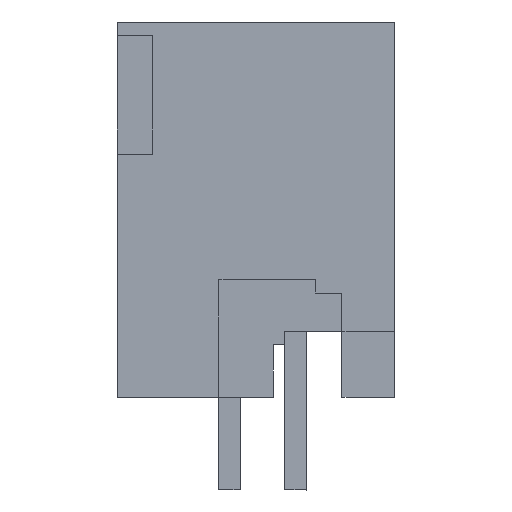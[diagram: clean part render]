
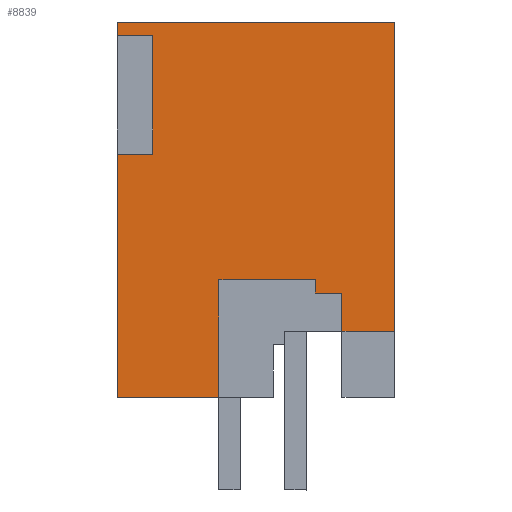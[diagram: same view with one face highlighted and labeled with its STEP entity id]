
A CAD part, left-side view. The second image highlights one B-rep face of the part: STEP entity #8839.
In plain terms, the highlighted planar face has unit normal (-1, 0, 0).
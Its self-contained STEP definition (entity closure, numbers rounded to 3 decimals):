
#8767=AXIS2_PLACEMENT_3D('Plane Axis2P3D',#8764,#8765,#8766) ;
#1678=CARTESIAN_POINT('Vertex',(0.,6.65,3.5)) ;
#1681=CARTESIAN_POINT('Line Origine',(0.,8.575,3.5)) ;
#1685=CARTESIAN_POINT('Vertex',(0.,10.5,3.5)) ;
#3260=CARTESIAN_POINT('Vertex',(0.,2.,6.)) ;
#3263=CARTESIAN_POINT('Line Origine',(0.,2.,6.725)) ;
#3267=CARTESIAN_POINT('Vertex',(0.,2.,7.45)) ;
#3299=CARTESIAN_POINT('Line Origine',(0.,2.5,7.45)) ;
#3303=CARTESIAN_POINT('Vertex',(0.,3.,7.45)) ;
#3321=CARTESIAN_POINT('Line Origine',(0.,3.,7.7)) ;
#3325=CARTESIAN_POINT('Vertex',(0.,3.,7.95)) ;
#3350=CARTESIAN_POINT('Line Origine',(0.,4.825,7.95)) ;
#3354=CARTESIAN_POINT('Vertex',(0.,6.65,7.95)) ;
#3379=CARTESIAN_POINT('Line Origine',(0.,6.65,5.725)) ;
#8764=CARTESIAN_POINT('Axis2P3D Location',(0.,10.5,0.)) ;
#8769=CARTESIAN_POINT('Line Origine',(0.,10.5,8.1)) ;
#8773=CARTESIAN_POINT('Vertex',(0.,10.5,12.7)) ;
#8776=CARTESIAN_POINT('Line Origine',(0.,1.,6.)) ;
#8780=CARTESIAN_POINT('Vertex',(0.,0.,6.)) ;
#8783=CARTESIAN_POINT('Line Origine',(0.,0.,11.85)) ;
#8787=CARTESIAN_POINT('Vertex',(0.,0.,17.7)) ;
#8790=CARTESIAN_POINT('Line Origine',(0.,5.25,17.7)) ;
#8794=CARTESIAN_POINT('Vertex',(0.,10.5,17.7)) ;
#8797=CARTESIAN_POINT('Line Origine',(0.,10.5,17.45)) ;
#8801=CARTESIAN_POINT('Vertex',(0.,10.5,17.2)) ;
#8804=CARTESIAN_POINT('Line Origine',(0.,9.825,17.2)) ;
#8808=CARTESIAN_POINT('Vertex',(0.,9.15,17.2)) ;
#8811=CARTESIAN_POINT('Line Origine',(0.,9.15,14.95)) ;
#8815=CARTESIAN_POINT('Vertex',(0.,9.15,12.7)) ;
#8818=CARTESIAN_POINT('Line Origine',(0.,9.825,12.7)) ;
#1682=DIRECTION('Vector Direction',(0.,1.,0.)) ;
#3264=DIRECTION('Vector Direction',(0.,0.,-1.)) ;
#3300=DIRECTION('Vector Direction',(0.,1.,0.)) ;
#3322=DIRECTION('Vector Direction',(0.,0.,1.)) ;
#3351=DIRECTION('Vector Direction',(0.,1.,0.)) ;
#3380=DIRECTION('Vector Direction',(0.,0.,1.)) ;
#8765=DIRECTION('Axis2P3D Direction',(-1.,0.,0.)) ;
#8766=DIRECTION('Axis2P3D XDirection',(0.,0.,1.)) ;
#8770=DIRECTION('Vector Direction',(0.,0.,1.)) ;
#8777=DIRECTION('Vector Direction',(0.,1.,0.)) ;
#8784=DIRECTION('Vector Direction',(0.,0.,1.)) ;
#8791=DIRECTION('Vector Direction',(0.,1.,0.)) ;
#8798=DIRECTION('Vector Direction',(0.,0.,1.)) ;
#8805=DIRECTION('Vector Direction',(0.,-1.,0.)) ;
#8812=DIRECTION('Vector Direction',(0.,0.,-1.)) ;
#8819=DIRECTION('Vector Direction',(0.,-1.,0.)) ;
#1683=VECTOR('Line Direction',#1682,1.) ;
#3265=VECTOR('Line Direction',#3264,1.) ;
#3301=VECTOR('Line Direction',#3300,1.) ;
#3323=VECTOR('Line Direction',#3322,1.) ;
#3352=VECTOR('Line Direction',#3351,1.) ;
#3381=VECTOR('Line Direction',#3380,1.) ;
#8771=VECTOR('Line Direction',#8770,1.) ;
#8778=VECTOR('Line Direction',#8777,1.) ;
#8785=VECTOR('Line Direction',#8784,1.) ;
#8792=VECTOR('Line Direction',#8791,1.) ;
#8799=VECTOR('Line Direction',#8798,1.) ;
#8806=VECTOR('Line Direction',#8805,1.) ;
#8813=VECTOR('Line Direction',#8812,1.) ;
#8820=VECTOR('Line Direction',#8819,1.) ;
#8824=ORIENTED_EDGE('',*,*,#8775,.T.) ;
#8825=ORIENTED_EDGE('',*,*,#1687,.T.) ;
#8826=ORIENTED_EDGE('',*,*,#3383,.T.) ;
#8827=ORIENTED_EDGE('',*,*,#3356,.T.) ;
#8828=ORIENTED_EDGE('',*,*,#3327,.T.) ;
#8829=ORIENTED_EDGE('',*,*,#3305,.T.) ;
#8830=ORIENTED_EDGE('',*,*,#3269,.T.) ;
#8831=ORIENTED_EDGE('',*,*,#8782,.T.) ;
#8832=ORIENTED_EDGE('',*,*,#8789,.T.) ;
#8833=ORIENTED_EDGE('',*,*,#8796,.T.) ;
#8834=ORIENTED_EDGE('',*,*,#8803,.T.) ;
#8835=ORIENTED_EDGE('',*,*,#8810,.F.) ;
#8836=ORIENTED_EDGE('',*,*,#8817,.F.) ;
#8837=ORIENTED_EDGE('',*,*,#8822,.F.) ;
#8839=ADVANCED_FACE('HOUSING',(#8838),#8768,.T.) ;
#1687=EDGE_CURVE('',#1686,#1679,#1684,.F.) ;
#3269=EDGE_CURVE('',#3268,#3261,#3266,.T.) ;
#3305=EDGE_CURVE('',#3304,#3268,#3302,.F.) ;
#3327=EDGE_CURVE('',#3326,#3304,#3324,.F.) ;
#3356=EDGE_CURVE('',#3355,#3326,#3353,.F.) ;
#3383=EDGE_CURVE('',#1679,#3355,#3382,.T.) ;
#8775=EDGE_CURVE('',#8774,#1686,#8772,.F.) ;
#8782=EDGE_CURVE('',#3261,#8781,#8779,.F.) ;
#8789=EDGE_CURVE('',#8781,#8788,#8786,.T.) ;
#8796=EDGE_CURVE('',#8788,#8795,#8793,.T.) ;
#8803=EDGE_CURVE('',#8795,#8802,#8800,.F.) ;
#8810=EDGE_CURVE('',#8809,#8802,#8807,.F.) ;
#8817=EDGE_CURVE('',#8816,#8809,#8814,.F.) ;
#8822=EDGE_CURVE('',#8774,#8816,#8821,.T.) ;
#8823=EDGE_LOOP('',(#8824,#8825,#8826,#8827,#8828,#8829,#8830,#8831,#8832,#8833,#8834,#8835,#8836,#8837)) ;
#8838=FACE_OUTER_BOUND('',#8823,.T.) ;
#1684=LINE('Line',#1681,#1683) ;
#3266=LINE('Line',#3263,#3265) ;
#3302=LINE('Line',#3299,#3301) ;
#3324=LINE('Line',#3321,#3323) ;
#3353=LINE('Line',#3350,#3352) ;
#3382=LINE('Line',#3379,#3381) ;
#8772=LINE('Line',#8769,#8771) ;
#8779=LINE('Line',#8776,#8778) ;
#8786=LINE('Line',#8783,#8785) ;
#8793=LINE('Line',#8790,#8792) ;
#8800=LINE('Line',#8797,#8799) ;
#8807=LINE('Line',#8804,#8806) ;
#8814=LINE('Line',#8811,#8813) ;
#8821=LINE('Line',#8818,#8820) ;
#8768=PLANE('',#8767) ;
#1679=VERTEX_POINT('',#1678) ;
#1686=VERTEX_POINT('',#1685) ;
#3261=VERTEX_POINT('',#3260) ;
#3268=VERTEX_POINT('',#3267) ;
#3304=VERTEX_POINT('',#3303) ;
#3326=VERTEX_POINT('',#3325) ;
#3355=VERTEX_POINT('',#3354) ;
#8774=VERTEX_POINT('',#8773) ;
#8781=VERTEX_POINT('',#8780) ;
#8788=VERTEX_POINT('',#8787) ;
#8795=VERTEX_POINT('',#8794) ;
#8802=VERTEX_POINT('',#8801) ;
#8809=VERTEX_POINT('',#8808) ;
#8816=VERTEX_POINT('',#8815) ;
